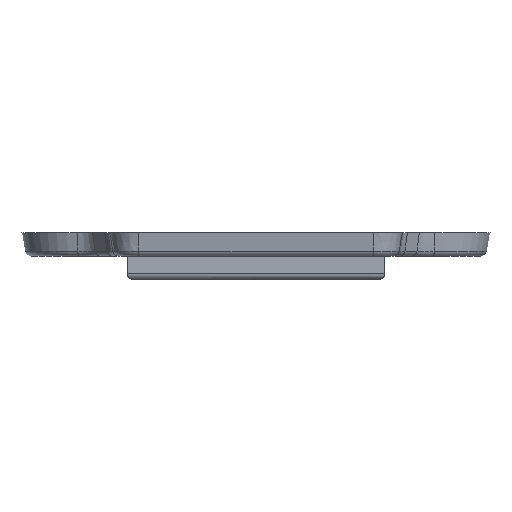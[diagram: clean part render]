
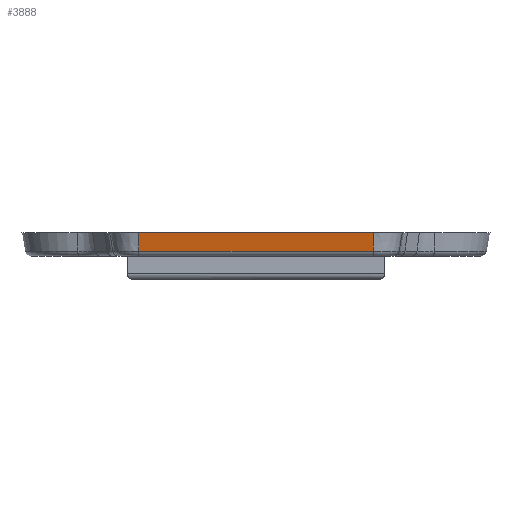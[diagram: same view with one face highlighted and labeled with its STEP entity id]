
A CAD part, left-side view. The second image highlights one B-rep face of the part: STEP entity #3888.
In plain terms, the highlighted planar face has unit normal (-0.985, 0, -0.174).
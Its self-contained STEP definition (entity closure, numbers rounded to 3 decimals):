
#192 = PLANE ( 'NONE',  #8634 ) ;
#692 = CARTESIAN_POINT ( 'NONE',  ( -50.423, -24.737, 0.413 ) ) ;
#972 = CARTESIAN_POINT ( 'NONE',  ( -50.702, -24.737, 2. ) ) ;
#1050 = LINE ( 'NONE', #972, #12939 ) ;
#1480 = FACE_OUTER_BOUND ( 'NONE', #9186, .T. ) ;
#2118 = DIRECTION ( 'NONE',  ( 0., -1., 0. ) ) ;
#2611 = CARTESIAN_POINT ( 'NONE',  ( -50.702, -24.737, 2. ) ) ;
#3005 = CARTESIAN_POINT ( 'NONE',  ( -50.702, -4.737, 2. ) ) ;
#3082 = LINE ( 'NONE', #10781, #5046 ) ;
#3888 = ADVANCED_FACE ( 'NONE', ( #1480 ), #192, .T. ) ;
#4904 = DIRECTION ( 'NONE',  ( 0.174, 0., -0.985 ) ) ;
#4921 = VECTOR ( 'NONE', #14903, 1000. ) ;
#5046 = VECTOR ( 'NONE', #9414, 1000. ) ;
#5351 = EDGE_CURVE ( 'NONE', #15135, #16402, #14730, .T. ) ;
#5581 = CARTESIAN_POINT ( 'NONE',  ( -50.702, 0., 2. ) ) ;
#7306 = EDGE_CURVE ( 'NONE', #11438, #16864, #1050, .T. ) ;
#7989 = DIRECTION ( 'NONE',  ( -0.985, 0., -0.174 ) ) ;
#8634 = AXIS2_PLACEMENT_3D ( 'NONE', #5581, #7989, #10805 ) ;
#9186 = EDGE_LOOP ( 'NONE', ( #12269, #9597, #12844, #14687 ) ) ;
#9414 = DIRECTION ( 'NONE',  ( 0., -1., 0. ) ) ;
#9597 = ORIENTED_EDGE ( 'NONE', *, *, #15079, .T. ) ;
#10781 = CARTESIAN_POINT ( 'NONE',  ( -50.702, 0., 2. ) ) ;
#10805 = DIRECTION ( 'NONE',  ( -0.174, 0., 0.985 ) ) ;
#11164 = CARTESIAN_POINT ( 'NONE',  ( -50.423, -4.737, 0.413 ) ) ;
#11438 = VERTEX_POINT ( 'NONE', #2611 ) ;
#11510 = CARTESIAN_POINT ( 'NONE',  ( -50.702, -4.737, 2. ) ) ;
#12269 = ORIENTED_EDGE ( 'NONE', *, *, #5351, .T. ) ;
#12280 = VECTOR ( 'NONE', #2118, 1000. ) ;
#12644 = EDGE_CURVE ( 'NONE', #15135, #11438, #3082, .T. ) ;
#12844 = ORIENTED_EDGE ( 'NONE', *, *, #7306, .F. ) ;
#12939 = VECTOR ( 'NONE', #4904, 1000. ) ;
#14687 = ORIENTED_EDGE ( 'NONE', *, *, #12644, .F. ) ;
#14730 = LINE ( 'NONE', #3005, #4921 ) ;
#14903 = DIRECTION ( 'NONE',  ( 0.174, 0., -0.985 ) ) ;
#15079 = EDGE_CURVE ( 'NONE', #16402, #16864, #16562, .T. ) ;
#15135 = VERTEX_POINT ( 'NONE', #11510 ) ;
#15212 = CARTESIAN_POINT ( 'NONE',  ( -50.423, 0., 0.413 ) ) ;
#16402 = VERTEX_POINT ( 'NONE', #11164 ) ;
#16562 = LINE ( 'NONE', #15212, #12280 ) ;
#16864 = VERTEX_POINT ( 'NONE', #692 ) ;
